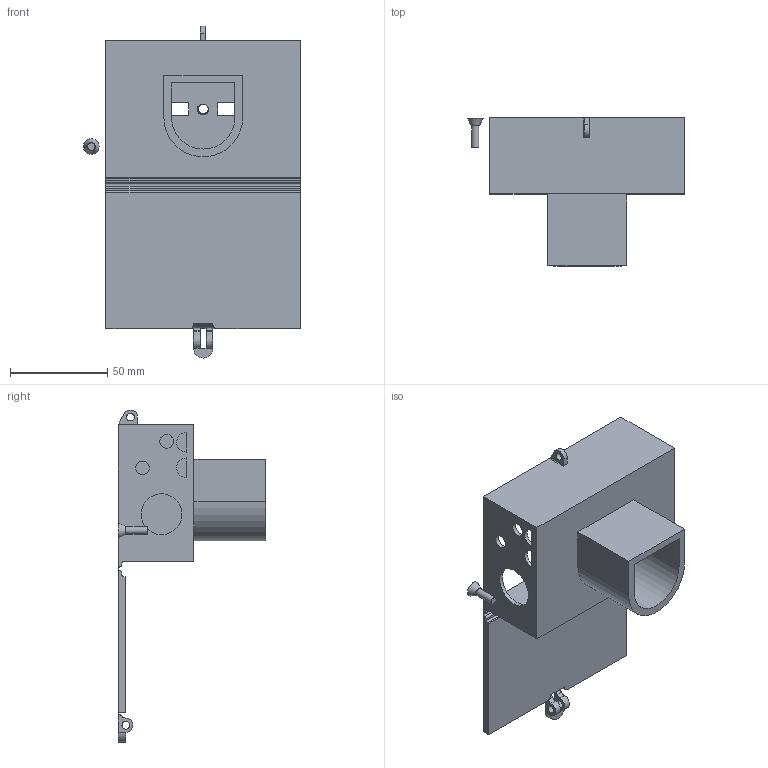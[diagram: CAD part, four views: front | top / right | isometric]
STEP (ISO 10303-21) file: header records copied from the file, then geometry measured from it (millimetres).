
FILE_DESCRIPTION(/* description */ (''),/* implementation_level */ '2;1');
FILE_NAME(/* name */ 'trogdor battery and electronics box.step',/* time_stamp */ '2024-09-17T19:20:54-07:00',/* author */ (''),/* organization */ (''),/* preprocessor_version */ 'ST-DEVELOPER v20',/* originating_system */ 'Autodesk Translation Framework v13.14.0.145',/* authorisation */ '');
FILE_SCHEMA (('AUTOMOTIVE_DESIGN { 1 0 10303 214 3 1 1 }'));
Length unit declared in the file: millimetre
Products named in the file (1): Untitled
Bounding box: 111.53 x 76 x 170.63 mm (x, y, z)
Volume: 98592.6 mm3; surface area: 65582.8 mm2
Topology: 2 solids, 2 shells, 89 faces, 252 edges, 166 vertices
Faces by surface type: plane 47, cylinder 39, bspline 2, cone 1
Full cylindrical faces by diameter (mm): 3.8 x1, 4 x3, 5.035 x2, 7 x2, 21 x1
Entity records: 3690 total; most frequent: CARTESIAN_POINT 1292, ORIENTED_EDGE 504, DIRECTION 468, EDGE_CURVE 252, VERTEX_POINT 166, LINE 160, VECTOR 160, AXIS2_PLACEMENT_3D 154
